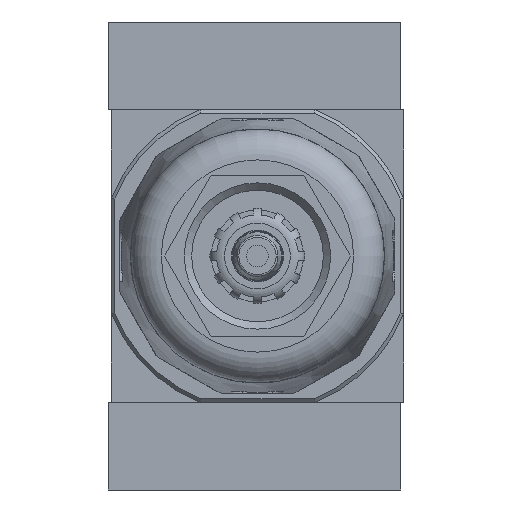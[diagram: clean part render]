
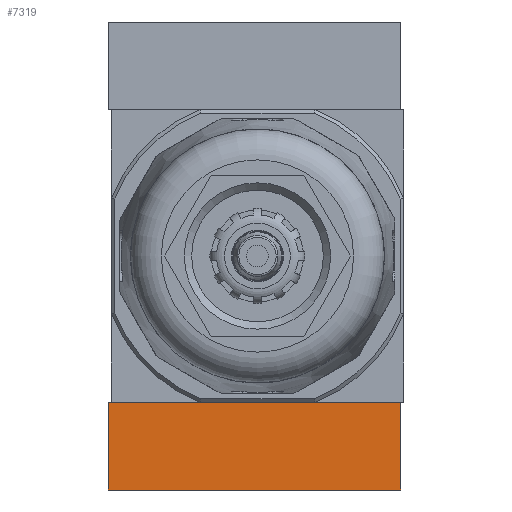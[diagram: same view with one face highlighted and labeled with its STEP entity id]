
A CAD part, front view. The second image highlights one B-rep face of the part: STEP entity #7319.
In plain terms, the highlighted face is planar.
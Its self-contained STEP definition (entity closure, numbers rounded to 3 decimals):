
#397=LINE('',#11396,#807);
#402=LINE('',#11410,#812);
#404=LINE('',#11414,#814);
#405=LINE('',#11415,#815);
#807=VECTOR('',#9016,1000.);
#812=VECTOR('',#9029,1000.);
#814=VECTOR('',#9033,1000.);
#815=VECTOR('',#9034,1000.);
#1108=PLANE('',#7845);
#2202=ORIENTED_EDGE('',*,*,#3500,.T.);
#2203=ORIENTED_EDGE('',*,*,#3491,.F.);
#2204=ORIENTED_EDGE('',*,*,#3501,.F.);
#2205=ORIENTED_EDGE('',*,*,#3498,.T.);
#3491=EDGE_CURVE('',#4214,#4211,#397,.T.);
#3498=EDGE_CURVE('',#4220,#4219,#402,.T.);
#3500=EDGE_CURVE('',#4219,#4211,#404,.T.);
#3501=EDGE_CURVE('',#4220,#4214,#405,.T.);
#4211=VERTEX_POINT('',#11390);
#4214=VERTEX_POINT('',#11395);
#4219=VERTEX_POINT('',#11409);
#4220=VERTEX_POINT('',#11411);
#5049=EDGE_LOOP('',(#2202,#2203,#2204,#2205));
#5565=FACE_BOUND('',#5049,.T.);
#7319=ADVANCED_FACE('',(#5565),#1108,.F.);
#7845=AXIS2_PLACEMENT_3D('',#11413,#9031,#9032);
#9016=DIRECTION('',(0.,0.,-1.));
#9029=DIRECTION('',(0.,0.,-1.));
#9031=DIRECTION('',(0.,-1.,0.));
#9032=DIRECTION('',(0.,0.,-1.));
#9033=DIRECTION('',(-1.,0.,0.));
#9034=DIRECTION('',(-1.,0.,0.));
#11390=CARTESIAN_POINT('',(-20.,10.,-6.));
#11395=CARTESIAN_POINT('',(-20.,10.,6.));
#11396=CARTESIAN_POINT('',(-20.,10.,6.));
#11409=CARTESIAN_POINT('',(20.,10.,-6.));
#11410=CARTESIAN_POINT('',(20.,10.,6.));
#11411=CARTESIAN_POINT('',(20.,10.,6.));
#11413=CARTESIAN_POINT('',(20.,10.,6.));
#11414=CARTESIAN_POINT('',(20.,10.,-6.));
#11415=CARTESIAN_POINT('',(20.,10.,6.));
